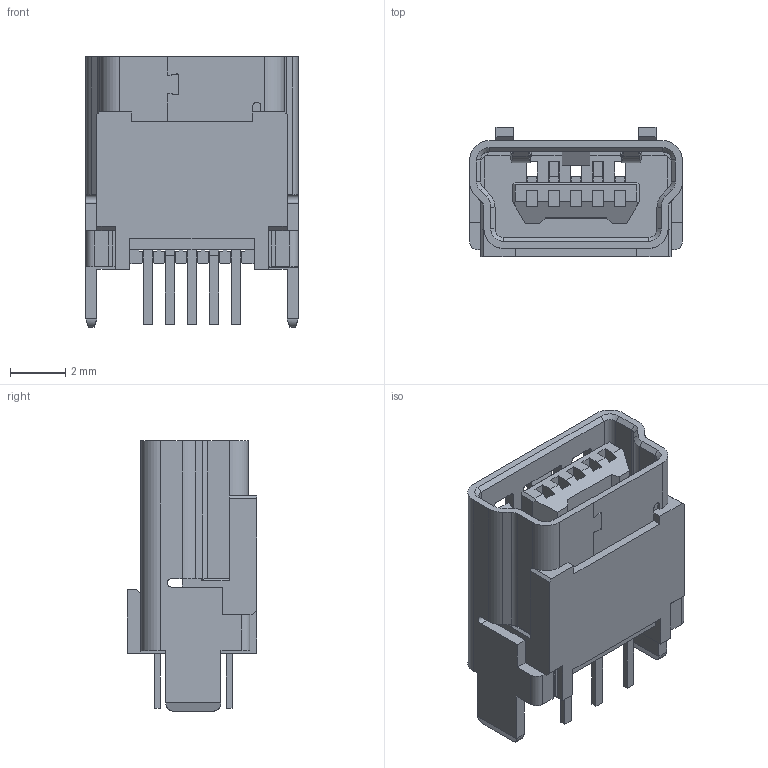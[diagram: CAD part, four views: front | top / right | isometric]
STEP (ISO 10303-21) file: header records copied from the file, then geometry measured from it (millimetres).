
FILE_DESCRIPTION (( 'STEP AP214' ), '1' );
FILE_NAME ('5000751517.STEP', '2021-05-08T14:03:51', ( '' ), ( '' ), 'SwSTEP 2.0', 'SolidWorks 2018', '' );
FILE_SCHEMA (( 'AUTOMOTIVE_DESIGN' ));
Length unit declared in the file: millimetre
Products named in the file (1): 5000751517
Bounding box: 7.7 x 4.7 x 9.8 mm (x, y, z)
Volume: 128.9 mm3; surface area: 549.8 mm2
Topology: 1 solids, 1 shells, 417 faces, 1201 edges, 777 vertices
Faces by surface type: plane 330, cylinder 55, bspline 20, cone 8, torus 4
Entity records: 15490 total; most frequent: CARTESIAN_POINT 3246, ORIENTED_EDGE 2402, DIRECTION 2041, EDGE_CURVE 1201, VECTOR 1033, LINE 1033, VERTEX_POINT 777, AXIS2_PLACEMENT_3D 504
